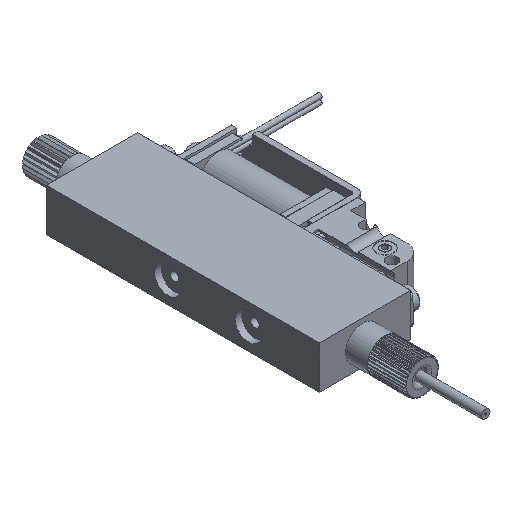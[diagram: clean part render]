
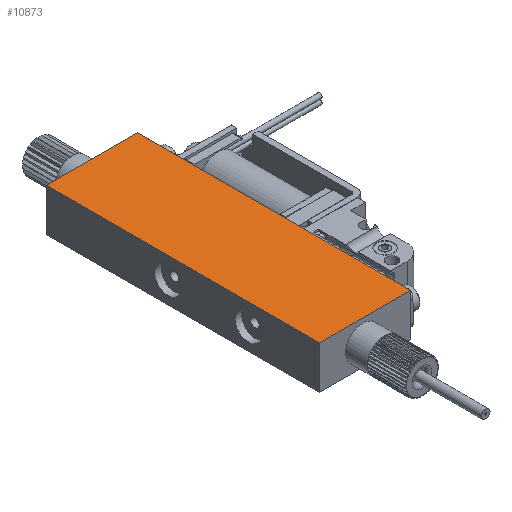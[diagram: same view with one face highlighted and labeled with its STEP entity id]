
A CAD part, isometric view. The second image highlights one B-rep face of the part: STEP entity #10873.
In plain terms, the highlighted planar face has unit normal (0, 0, 1).
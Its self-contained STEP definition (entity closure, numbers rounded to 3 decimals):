
#57=LINE('',#15154,#772);
#61=LINE('',#15164,#776);
#64=LINE('',#15174,#779);
#66=LINE('',#15177,#781);
#772=VECTOR('',#12332,1000.);
#776=VECTOR('',#12340,1000.);
#779=VECTOR('',#12349,1000.);
#781=VECTOR('',#12353,1000.);
#1492=PLANE('',#11434);
#2418=ORIENTED_EDGE('',*,*,#4719,.T.);
#2419=ORIENTED_EDGE('',*,*,#4724,.T.);
#2420=ORIENTED_EDGE('',*,*,#4729,.T.);
#2421=ORIENTED_EDGE('',*,*,#4731,.T.);
#4719=EDGE_CURVE('',#5880,#5879,#57,.T.);
#4724=EDGE_CURVE('',#5879,#5883,#61,.T.);
#4729=EDGE_CURVE('',#5883,#5887,#64,.T.);
#4731=EDGE_CURVE('',#5887,#5880,#66,.T.);
#5879=VERTEX_POINT('',#15153);
#5880=VERTEX_POINT('',#15155);
#5883=VERTEX_POINT('',#15163);
#5887=VERTEX_POINT('',#15173);
#6666=EDGE_LOOP('',(#2418,#2419,#2420,#2421));
#7229=FACE_BOUND('',#6666,.T.);
#10873=ADVANCED_FACE('',(#7229),#1492,.T.);
#11434=AXIS2_PLACEMENT_3D('',#15178,#12354,#12355);
#12332=DIRECTION('',(0.,-1.,0.));
#12340=DIRECTION('',(1.,0.,0.));
#12349=DIRECTION('',(0.,1.,0.));
#12353=DIRECTION('',(-1.,0.,0.));
#12354=DIRECTION('',(0.,0.,1.));
#12355=DIRECTION('',(1.,0.,0.));
#15153=CARTESIAN_POINT('',(-8.5,-25.5,4.));
#15154=CARTESIAN_POINT('',(-8.5,25.5,4.));
#15155=CARTESIAN_POINT('',(-8.5,25.5,4.));
#15163=CARTESIAN_POINT('',(8.5,-25.5,4.));
#15164=CARTESIAN_POINT('',(-8.5,-25.5,4.));
#15173=CARTESIAN_POINT('',(8.5,25.5,4.));
#15174=CARTESIAN_POINT('',(8.5,-25.5,4.));
#15177=CARTESIAN_POINT('',(8.5,25.5,4.));
#15178=CARTESIAN_POINT('',(0.,0.,4.));
